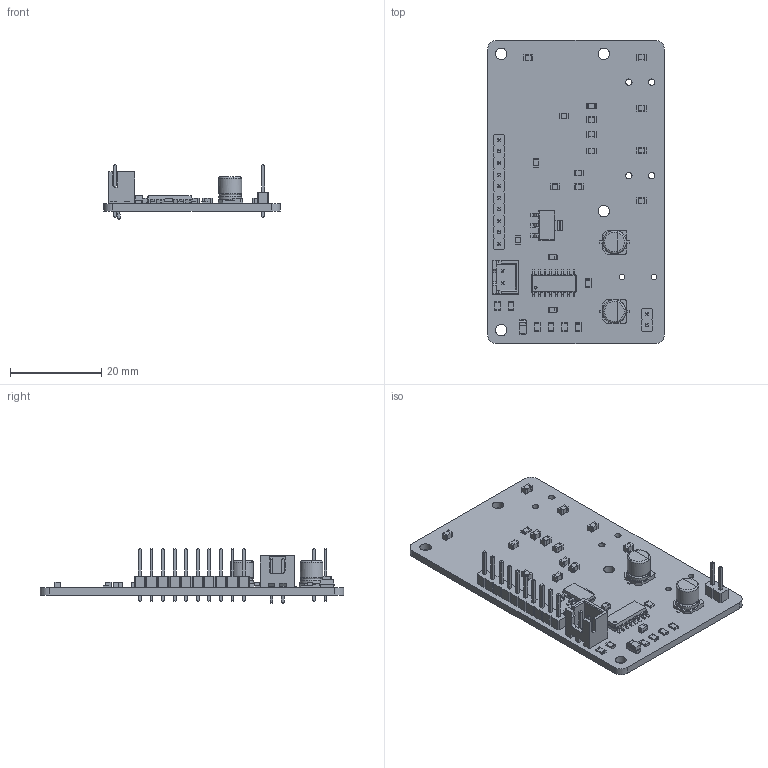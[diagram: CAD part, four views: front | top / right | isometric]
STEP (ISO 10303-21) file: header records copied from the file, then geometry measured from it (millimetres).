
FILE_DESCRIPTION(('FreeCAD Model'),'2;1');
FILE_NAME( 'OTTOdac.step' ,'2018-10-10T11:44:54',('kicad StepUp'),('ksu MCAD'), 'Open CASCADE STEP processor 7.2','FreeCAD','Unknown');
FILE_SCHEMA(('AUTOMOTIVE_DESIGN { 1 0 10303 214 1 1 1 1 }'));
Length unit declared in the file: millimetre
Products named in the file (37): OTTOdac; Board_Geoms; Pcb; Step_Models; Top; R_0805_2012Metric_; C_0805_2012Metric_; C_0805_2012Metric_001; C_0805_2012Metric_002; C_0805_2012Metric_003; C_0805_2012Metric_004; C_0805_2012Metric_005; C_0805_2012Metric_006; C_0805_2012Metric_007; C_0805_2012Metric_008; C_0805_2012Metric_009; C_0805_2012Metric_010; C_0805_2012Metric_011; C_0805_2012Metric_012; C_0805_2012Metric_013; CP_EIA_3216_18_Kemet_A_; CP_EIA_2012_12_Kemet_R_; CP_EIA_2012_12_Kemet_R_001; PinHeader_1x10_P254mm_Vertical_; JST_B02B_XH_A_; PinHeader_1x02_P254mm_Vertical_; R_0805_2012Metric_001; R_0805_2012Metric_002; R_0805_2012Metric_003; R_0805_2012Metric_004; R_0805_2012Metric_005; R_0805_2012Metric_006; R_0805_2012Metric_007; SOIC_16_39x99mm_P127mm_; SOT_223_; CP_Elec_5x59_; CP_Elec_5x59_001
Assembly tree (36 placements, depth 4):
  OTTOdac
    Board_Geoms
      Pcb
    Step_Models
      Top
        R_0805_2012Metric_
        C_0805_2012Metric_
        C_0805_2012Metric_001
        C_0805_2012Metric_002
        C_0805_2012Metric_003
        C_0805_2012Metric_004
        C_0805_2012Metric_005
        C_0805_2012Metric_006
        C_0805_2012Metric_007
        C_0805_2012Metric_008
        C_0805_2012Metric_009
        C_0805_2012Metric_010
        C_0805_2012Metric_011
        C_0805_2012Metric_012
        C_0805_2012Metric_013
        CP_EIA_3216_18_Kemet_A_
        CP_EIA_2012_12_Kemet_R_
        CP_EIA_2012_12_Kemet_R_001
        PinHeader_1x10_P254mm_Vertical_
        JST_B02B_XH_A_
        PinHeader_1x02_P254mm_Vertical_
        R_0805_2012Metric_001
        R_0805_2012Metric_002
        R_0805_2012Metric_003
        R_0805_2012Metric_004
        R_0805_2012Metric_005
        R_0805_2012Metric_006
        R_0805_2012Metric_007
        SOIC_16_39x99mm_P127mm_
        SOT_223_
        CP_Elec_5x59_
        CP_Elec_5x59_001
Bounding box: 38.8 x 66.6 x 11.94 mm (x, y, z)
Volume: 4852.2 mm3; surface area: 7464.5 mm2
Topology: 33 solids, 33 shells, 1581 faces, 4062 edges, 2612 vertices
Faces by surface type: plane 1108, cylinder 378, bspline 85, torus 8, revolution 2
Full cylindrical faces by diameter (mm): 0.6 x1, 1 x14, 1.2 x2, 1.4 x4, 2.5 x4, 5 x4
Entity records: 61371 total; most frequent: CARTESIAN_POINT 11273, ORIENTED_EDGE 8124, DIRECTION 7768, EDGE_CURVE 4062, LINE 3156, VECTOR 3156, VERTEX_POINT 2612, AXIS2_PLACEMENT_3D 2305
